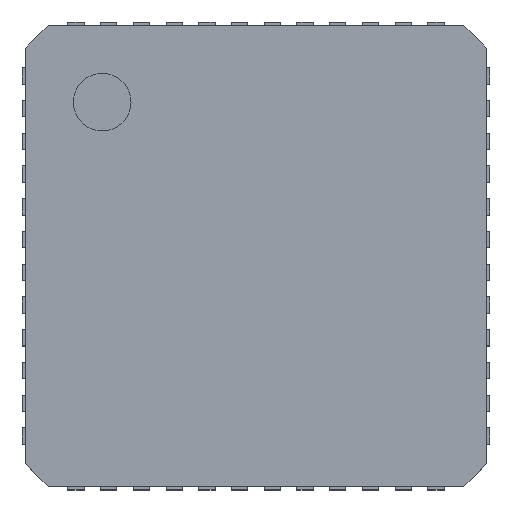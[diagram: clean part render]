
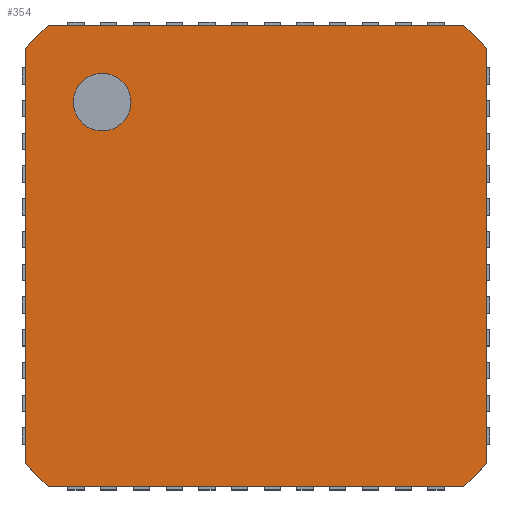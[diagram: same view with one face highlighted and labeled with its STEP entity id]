
A CAD part, top view. The second image highlights one B-rep face of the part: STEP entity #354.
In plain terms, the highlighted planar face has unit normal (0, 0, 1).
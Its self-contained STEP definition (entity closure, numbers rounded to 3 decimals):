
#318 = EDGE_CURVE('',#319,#321,#323,.T.);
#319 = VERTEX_POINT('',#320);
#320 = CARTESIAN_POINT('',(0.,0.35,0.75));
#321 = VERTEX_POINT('',#322);
#322 = CARTESIAN_POINT('',(0.,6.7,0.75));
#323 = LINE('',#324,#325);
#324 = CARTESIAN_POINT('',(0.,0.,0.75));
#325 = VECTOR('',#326,1.);
#326 = DIRECTION('',(0.,1.,0.));
#354 = ADVANCED_FACE('',(#355,#412),#423,.T.);
#355 = FACE_BOUND('',#356,.T.);
#356 = EDGE_LOOP('',(#357,#358,#366,#374,#382,#390,#398,#406));
#357 = ORIENTED_EDGE('',*,*,#318,.F.);
#358 = ORIENTED_EDGE('',*,*,#359,.F.);
#359 = EDGE_CURVE('',#360,#319,#362,.T.);
#360 = VERTEX_POINT('',#361);
#361 = CARTESIAN_POINT('',(0.35,0.,0.75));
#362 = LINE('',#363,#364);
#363 = CARTESIAN_POINT('',(0.35,0.,0.75));
#364 = VECTOR('',#365,1.);
#365 = DIRECTION('',(-0.707,0.707,0.));
#366 = ORIENTED_EDGE('',*,*,#367,.T.);
#367 = EDGE_CURVE('',#360,#368,#370,.T.);
#368 = VERTEX_POINT('',#369);
#369 = CARTESIAN_POINT('',(6.7,0.,0.75));
#370 = LINE('',#371,#372);
#371 = CARTESIAN_POINT('',(0.,0.,0.75));
#372 = VECTOR('',#373,1.);
#373 = DIRECTION('',(1.,0.,0.));
#374 = ORIENTED_EDGE('',*,*,#375,.T.);
#375 = EDGE_CURVE('',#368,#376,#378,.T.);
#376 = VERTEX_POINT('',#377);
#377 = CARTESIAN_POINT('',(7.05,0.35,0.75));
#378 = LINE('',#379,#380);
#379 = CARTESIAN_POINT('',(6.7,0.,0.75));
#380 = VECTOR('',#381,1.);
#381 = DIRECTION('',(0.707,0.707,0.));
#382 = ORIENTED_EDGE('',*,*,#383,.T.);
#383 = EDGE_CURVE('',#376,#384,#386,.T.);
#384 = VERTEX_POINT('',#385);
#385 = CARTESIAN_POINT('',(7.05,6.7,0.75));
#386 = LINE('',#387,#388);
#387 = CARTESIAN_POINT('',(7.05,0.,0.75));
#388 = VECTOR('',#389,1.);
#389 = DIRECTION('',(0.,1.,0.));
#390 = ORIENTED_EDGE('',*,*,#391,.F.);
#391 = EDGE_CURVE('',#392,#384,#394,.T.);
#392 = VERTEX_POINT('',#393);
#393 = CARTESIAN_POINT('',(6.7,7.05,0.75));
#394 = LINE('',#395,#396);
#395 = CARTESIAN_POINT('',(6.7,7.05,0.75));
#396 = VECTOR('',#397,1.);
#397 = DIRECTION('',(0.707,-0.707,0.));
#398 = ORIENTED_EDGE('',*,*,#399,.F.);
#399 = EDGE_CURVE('',#400,#392,#402,.T.);
#400 = VERTEX_POINT('',#401);
#401 = CARTESIAN_POINT('',(0.35,7.05,0.75));
#402 = LINE('',#403,#404);
#403 = CARTESIAN_POINT('',(0.,7.05,0.75));
#404 = VECTOR('',#405,1.);
#405 = DIRECTION('',(1.,0.,0.));
#406 = ORIENTED_EDGE('',*,*,#407,.T.);
#407 = EDGE_CURVE('',#400,#321,#408,.T.);
#408 = LINE('',#409,#410);
#409 = CARTESIAN_POINT('',(0.35,7.05,0.75));
#410 = VECTOR('',#411,1.);
#411 = DIRECTION('',(-0.707,-0.707,0.));
#412 = FACE_BOUND('',#413,.T.);
#413 = EDGE_LOOP('',(#414));
#414 = ORIENTED_EDGE('',*,*,#415,.F.);
#415 = EDGE_CURVE('',#416,#416,#418,.T.);
#416 = VERTEX_POINT('',#417);
#417 = CARTESIAN_POINT('',(1.616,5.875,0.75));
#418 = CIRCLE('',#419,0.441);
#419 = AXIS2_PLACEMENT_3D('',#420,#421,#422);
#420 = CARTESIAN_POINT('',(1.175,5.875,0.75));
#421 = DIRECTION('',(0.,0.,1.));
#422 = DIRECTION('',(1.,0.,0.));
#423 = PLANE('',#424);
#424 = AXIS2_PLACEMENT_3D('',#425,#426,#427);
#425 = CARTESIAN_POINT('',(0.,0.,0.75));
#426 = DIRECTION('',(0.,0.,1.));
#427 = DIRECTION('',(1.,0.,0.));
